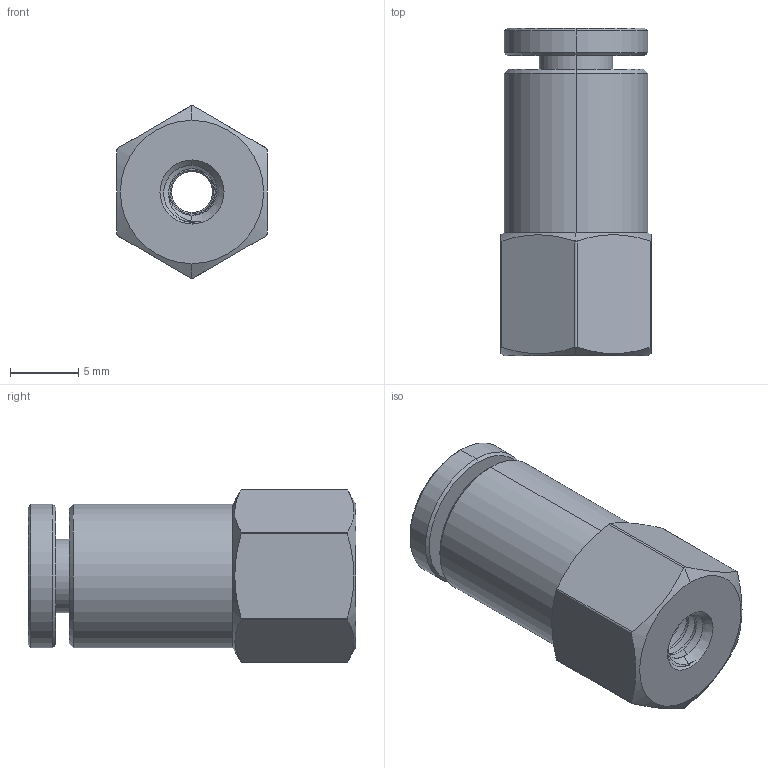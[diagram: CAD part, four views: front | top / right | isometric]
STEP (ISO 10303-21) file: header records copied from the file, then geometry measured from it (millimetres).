
FILE_DESCRIPTION (( 'STEP AP203' ), '1' );
FILE_NAME ('FCS5-32-10-32W.step', '2016-12-28T22:36:34', ( '' ), ( '' ), 'SwSTEP 2.0', 'SolidWorks 2016', '' );
FILE_SCHEMA (( 'CONFIG_CONTROL_DESIGN' ));
Length unit declared in the file: millimetre
Products named in the file (1): FCS5-32-10-32W
Bounding box: 11 x 24.01 x 12.66 mm (x, y, z)
Volume: 1692.8 mm3; surface area: 2382.4 mm2
Topology: 5 solids, 5 shells, 298 faces, 818 edges, 534 vertices
Faces by surface type: cone 100, plane 100, cylinder 72, bspline 26
Entity records: 12593 total; most frequent: CARTESIAN_POINT 5529, ORIENTED_EDGE 1636, DIRECTION 1236, EDGE_CURVE 818, VERTEX_POINT 534, AXIS2_PLACEMENT_3D 505, B_SPLINE_CURVE_WITH_KNOTS 360, EDGE_LOOP 312
